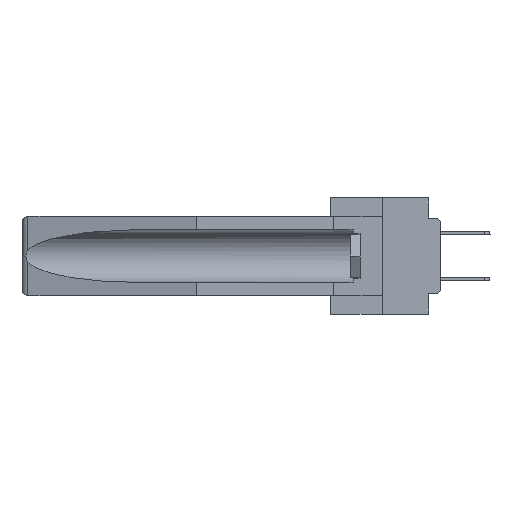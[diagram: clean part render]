
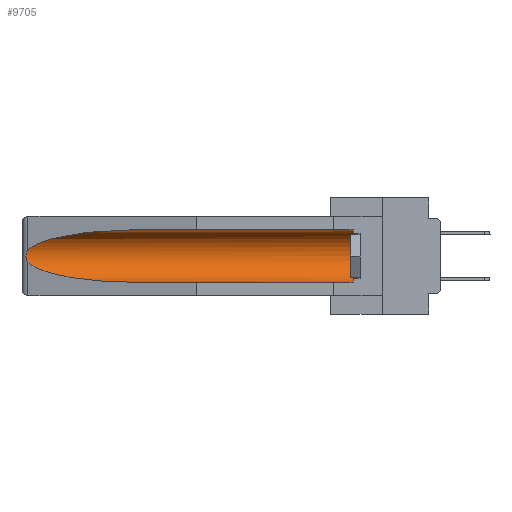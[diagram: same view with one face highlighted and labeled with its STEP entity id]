
A CAD part, left-side view. The second image highlights one B-rep face of the part: STEP entity #9705.
In plain terms, the highlighted cylindrical face has radius 2.857 mm (diameter 5.715 mm), a partial arc.
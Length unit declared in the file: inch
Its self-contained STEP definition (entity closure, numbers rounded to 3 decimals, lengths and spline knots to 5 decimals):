
#385 =( BOUNDED_CURVE ( )  B_SPLINE_CURVE ( 3, ( #26980, #24130, #30183, #19314 ),
 .UNSPECIFIED., .F., .F. ) 
 B_SPLINE_CURVE_WITH_KNOTS ( ( 4, 4 ),
 ( 0.1948, 1.5708 ),
 .UNSPECIFIED. ) 
 CURVE ( )  GEOMETRIC_REPRESENTATION_ITEM ( )  RATIONAL_B_SPLINE_CURVE ( ( 1., 0.848, 0.848, 1. ) ) 
 REPRESENTATION_ITEM ( '' )  );
#458 = CARTESIAN_POINT ( 'NONE',  ( 0.155, 1.07973, -0.059 ) ) ;
#2063 = CARTESIAN_POINT ( 'NONE',  ( 0.26537, 1.52718, -0.14972 ) ) ;
#2223 = EDGE_CURVE ( 'NONE', #25427, #16706, #28193, .T. ) ;
#3018 = CARTESIAN_POINT ( 'NONE',  ( 0.26537, 1.52718, -0.14972 ) ) ;
#3289 = VERTEX_POINT ( 'NONE', #3866 ) ;
#3866 = CARTESIAN_POINT ( 'NONE',  ( 0.155, 0.126, -0.284 ) ) ;
#4078 = CARTESIAN_POINT ( 'NONE',  ( 0.155, 0.126, -0.1715 ) ) ;
#4827 = ORIENTED_EDGE ( 'NONE', *, *, #2223, .T. ) ;
#4842 = DIRECTION ( 'NONE',  ( 0., 0., 1. ) ) ;
#5072 = CARTESIAN_POINT ( 'NONE',  ( 0.21114, 1.30732, -0.059 ) ) ;
#5738 = EDGE_CURVE ( 'NONE', #3289, #25427, #7356, .T. ) ;
#6570 = DIRECTION ( 'NONE',  ( 0., 0., 1. ) ) ;
#7162 = CYLINDRICAL_SURFACE ( 'NONE', #26313, 0.1125 ) ;
#7356 = CIRCLE ( 'NONE', #24445, 0.1125 ) ;
#7717 = EDGE_CURVE ( 'NONE', #22499, #35100, #21156, .T. ) ;
#7812 = LINE ( 'NONE', #34190, #25917 ) ;
#7850 = CARTESIAN_POINT ( 'NONE',  ( 0.26537, 1.52718, -0.19328 ) ) ;
#8821 =( BOUNDED_CURVE ( )  B_SPLINE_CURVE ( 3, ( #24138, #5072, #12580, #2063 ),
 .UNSPECIFIED., .F., .F. ) 
 B_SPLINE_CURVE_WITH_KNOTS ( ( 4, 4 ),
 ( 4.71239, 6.08839 ),
 .UNSPECIFIED. ) 
 CURVE ( )  GEOMETRIC_REPRESENTATION_ITEM ( )  RATIONAL_B_SPLINE_CURVE ( ( 1., 0.848, 0.848, 1. ) ) 
 REPRESENTATION_ITEM ( '' )  );
#9140 = CARTESIAN_POINT ( 'NONE',  ( 0.26597, 1.52961, -0.15275 ) ) ;
#9705 = ADVANCED_FACE ( 'NONE', ( #31750 ), #7162, .F. ) ;
#10016 = CARTESIAN_POINT ( 'NONE',  ( 0.26597, 1.5296, -0.19026 ) ) ;
#12580 = CARTESIAN_POINT ( 'NONE',  ( 0.25451, 1.48313, -0.09465 ) ) ;
#13526 = EDGE_CURVE ( 'NONE', #35100, #17695, #385, .T. ) ;
#15176 = CARTESIAN_POINT ( 'NONE',  ( 0.155, 0.126, -0.059 ) ) ;
#15179 = DIRECTION ( 'NONE',  ( 0., 1., 0. ) ) ;
#15359 = CARTESIAN_POINT ( 'NONE',  ( 0.2673, 1.53269, -0.17917 ) ) ;
#16706 = VERTEX_POINT ( 'NONE', #458 ) ;
#17010 = ORIENTED_EDGE ( 'NONE', *, *, #7717, .T. ) ;
#17674 = EDGE_CURVE ( 'NONE', #3289, #17695, #7812, .T. ) ;
#17695 = VERTEX_POINT ( 'NONE', #26354 ) ;
#17926 = VECTOR ( 'NONE', #15179, 39.37008 ) ;
#18370 = CARTESIAN_POINT ( 'NONE',  ( 0.2673, 1.5327, -0.16383 ) ) ;
#19314 = CARTESIAN_POINT ( 'NONE',  ( 0.155, 1.07973, -0.284 ) ) ;
#20005 = CARTESIAN_POINT ( 'NONE',  ( 0.26654, 1.53092, -0.15636 ) ) ;
#20704 = CARTESIAN_POINT ( 'NONE',  ( 0.26537, 1.52718, -0.19328 ) ) ;
#21156 = B_SPLINE_CURVE_WITH_KNOTS ( 'NONE', 3,
 ( #22679, #9140, #20005, #18370, #31915, #29424, #15359, #29247, #10016, #20704 ),
 .UNSPECIFIED., .F., .F.,
 ( 4, 2, 2, 2, 4 ),
 ( 0., 0.00029, 0.00058, 0.00087, 0.00117 ),
 .UNSPECIFIED. ) ;
#22499 = VERTEX_POINT ( 'NONE', #3018 ) ;
#22679 = CARTESIAN_POINT ( 'NONE',  ( 0.26537, 1.52718, -0.14972 ) ) ;
#22912 = ORIENTED_EDGE ( 'NONE', *, *, #13526, .T. ) ;
#23376 = DIRECTION ( 'NONE',  ( 0., 1., 0. ) ) ;
#24130 = CARTESIAN_POINT ( 'NONE',  ( 0.25451, 1.48313, -0.24835 ) ) ;
#24138 = CARTESIAN_POINT ( 'NONE',  ( 0.155, 1.07973, -0.059 ) ) ;
#24445 = AXIS2_PLACEMENT_3D ( 'NONE', #4078, #30813, #6570 ) ;
#24462 = EDGE_CURVE ( 'NONE', #16706, #22499, #8821, .T. ) ;
#25427 = VERTEX_POINT ( 'NONE', #15176 ) ;
#25917 = VECTOR ( 'NONE', #26523, 39.37008 ) ;
#26313 = AXIS2_PLACEMENT_3D ( 'NONE', #28901, #23376, #4842 ) ;
#26354 = CARTESIAN_POINT ( 'NONE',  ( 0.155, 1.07973, -0.284 ) ) ;
#26523 = DIRECTION ( 'NONE',  ( 0., 1., 0. ) ) ;
#26980 = CARTESIAN_POINT ( 'NONE',  ( 0.26537, 1.52718, -0.19328 ) ) ;
#28193 = LINE ( 'NONE', #28710, #17926 ) ;
#28710 = CARTESIAN_POINT ( 'NONE',  ( 0.155, -0.30754, -0.059 ) ) ;
#28742 = EDGE_LOOP ( 'NONE', ( #34573, #17010, #22912, #35001, #32501, #4827 ) ) ;
#28901 = CARTESIAN_POINT ( 'NONE',  ( 0.155, -0.30754, -0.1715 ) ) ;
#29247 = CARTESIAN_POINT ( 'NONE',  ( 0.26655, 1.53094, -0.18657 ) ) ;
#29424 = CARTESIAN_POINT ( 'NONE',  ( 0.2675, 1.53308, -0.17534 ) ) ;
#30183 = CARTESIAN_POINT ( 'NONE',  ( 0.21114, 1.30732, -0.284 ) ) ;
#30813 = DIRECTION ( 'NONE',  ( 0., -1., 0. ) ) ;
#31750 = FACE_OUTER_BOUND ( 'NONE', #28742, .T. ) ;
#31915 = CARTESIAN_POINT ( 'NONE',  ( 0.2675, 1.53308, -0.16763 ) ) ;
#32501 = ORIENTED_EDGE ( 'NONE', *, *, #5738, .T. ) ;
#34190 = CARTESIAN_POINT ( 'NONE',  ( 0.155, -0.30754, -0.284 ) ) ;
#34573 = ORIENTED_EDGE ( 'NONE', *, *, #24462, .T. ) ;
#35001 = ORIENTED_EDGE ( 'NONE', *, *, #17674, .F. ) ;
#35100 = VERTEX_POINT ( 'NONE', #7850 ) ;
